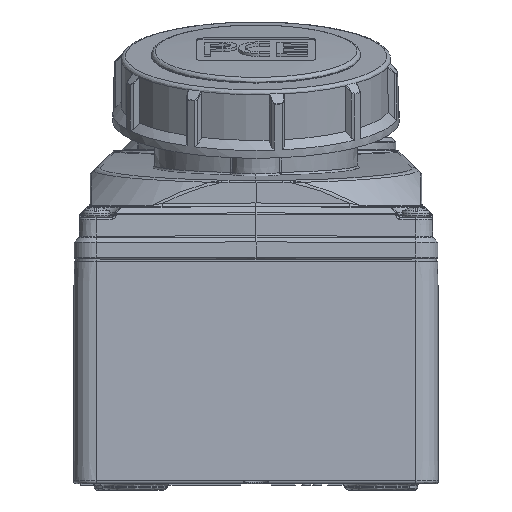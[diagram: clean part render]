
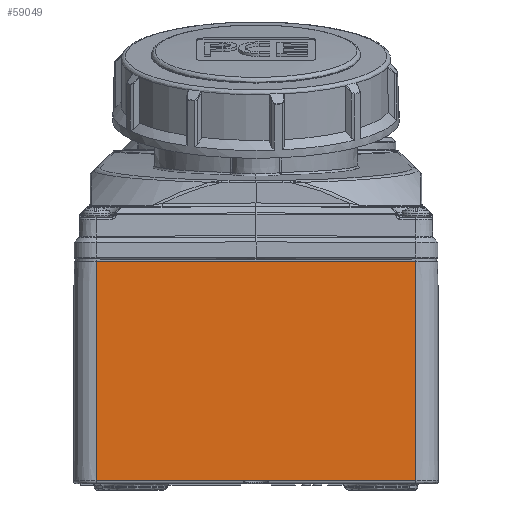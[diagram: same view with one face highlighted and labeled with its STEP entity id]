
A CAD part, left-side view. The second image highlights one B-rep face of the part: STEP entity #59049.
In plain terms, the highlighted planar face has unit normal (-1, 0, 0.004).
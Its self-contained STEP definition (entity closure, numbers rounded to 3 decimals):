
#335 = DIRECTION ( 'NONE',  ( -1., 0., 0.003 ) ) ;
#481 = VECTOR ( 'NONE', #75734, 1000. ) ;
#661 = EDGE_LOOP ( 'NONE', ( #41028, #30790, #109593, #69751 ) ) ;
#4848 = VERTEX_POINT ( 'NONE', #23708 ) ;
#10039 = EDGE_CURVE ( 'NONE', #100129, #4848, #127798, .T. ) ;
#19172 = CARTESIAN_POINT ( 'NONE',  ( -90., 39.5, 55.1 ) ) ;
#23708 = CARTESIAN_POINT ( 'NONE',  ( -90., -39.5, 55.1 ) ) ;
#24977 = CARTESIAN_POINT ( 'NONE',  ( -90.19, -38.192, 0.8 ) ) ;
#29600 = FACE_OUTER_BOUND ( 'NONE', #661, .T. ) ;
#30759 = VECTOR ( 'NONE', #59048, 1000. ) ;
#30790 = ORIENTED_EDGE ( 'NONE', *, *, #93345, .T. ) ;
#31135 = LINE ( 'NONE', #108507, #30759 ) ;
#33925 = CARTESIAN_POINT ( 'NONE',  ( -90.19, 39.5, 0.8 ) ) ;
#41028 = ORIENTED_EDGE ( 'NONE', *, *, #10039, .T. ) ;
#45734 = CARTESIAN_POINT ( 'NONE',  ( -90., -39.5, 55.1 ) ) ;
#51984 = DIRECTION ( 'NONE',  ( 0., 1., 0. ) ) ;
#57364 = VERTEX_POINT ( 'NONE', #33925 ) ;
#58853 = VERTEX_POINT ( 'NONE', #114271 ) ;
#59048 = DIRECTION ( 'NONE',  ( 0.003, 0., 1. ) ) ;
#59049 = ADVANCED_FACE ( 'NONE', ( #29600 ), #119495, .T. ) ;
#69751 = ORIENTED_EDGE ( 'NONE', *, *, #97937, .F. ) ;
#69914 = DIRECTION ( 'NONE',  ( 0.003, 0., 1. ) ) ;
#72354 = AXIS2_PLACEMENT_3D ( 'NONE', #19172, #335, #69914 ) ;
#72870 = LINE ( 'NONE', #101445, #72986 ) ;
#72986 = VECTOR ( 'NONE', #51984, 1000. ) ;
#75734 = DIRECTION ( 'NONE',  ( 0.003, 0., 1. ) ) ;
#84440 = DIRECTION ( 'NONE',  ( 0., 1., 0. ) ) ;
#89752 = EDGE_CURVE ( 'NONE', #57364, #58853, #31135, .T. ) ;
#93345 = EDGE_CURVE ( 'NONE', #4848, #58853, #72870, .T. ) ;
#97937 = EDGE_CURVE ( 'NONE', #100129, #57364, #116051, .T. ) ;
#100129 = VERTEX_POINT ( 'NONE', #123164 ) ;
#101445 = CARTESIAN_POINT ( 'NONE',  ( -90., 39.5, 55.1 ) ) ;
#108507 = CARTESIAN_POINT ( 'NONE',  ( -1832.038, 39.5, -499000. ) ) ;
#109593 = ORIENTED_EDGE ( 'NONE', *, *, #89752, .F. ) ;
#114271 = CARTESIAN_POINT ( 'NONE',  ( -90., 39.5, 55.1 ) ) ;
#116051 = LINE ( 'NONE', #24977, #128178 ) ;
#119495 = PLANE ( 'NONE',  #72354 ) ;
#123164 = CARTESIAN_POINT ( 'NONE',  ( -90.19, -39.5, 0.8 ) ) ;
#127798 = LINE ( 'NONE', #45734, #481 ) ;
#128178 = VECTOR ( 'NONE', #84440, 1000. ) ;
